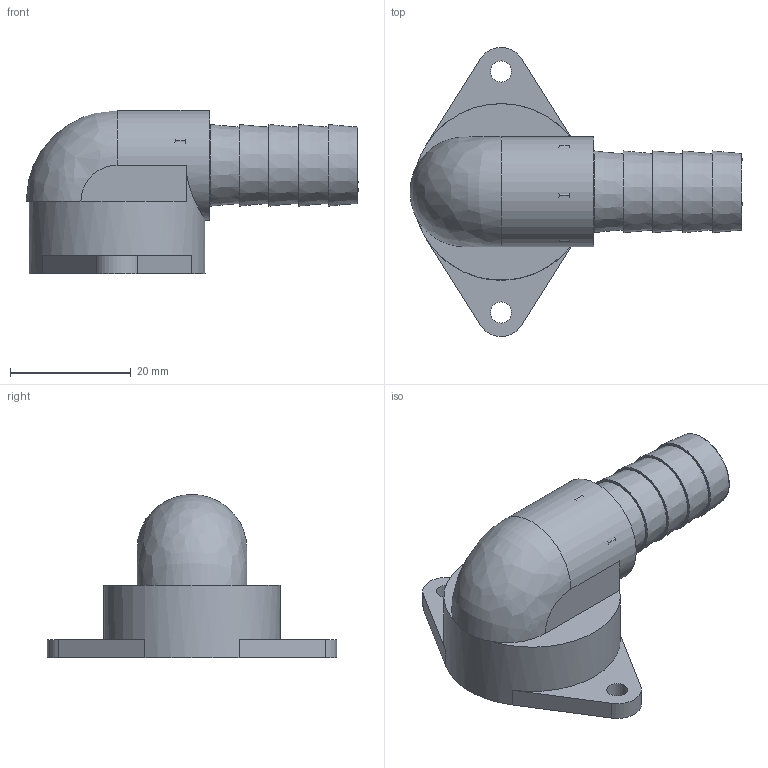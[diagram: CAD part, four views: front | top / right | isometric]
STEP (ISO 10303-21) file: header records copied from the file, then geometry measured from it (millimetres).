
FILE_DESCRIPTION(/* description */ (''),/* implementation_level */ '2;1');
FILE_NAME(/* name */ 'Emergency Barb 90.stp',/* time_stamp */ '2020-04-09T00:17:25-04:00',/* author */ ('angusaitken'),/* organization */ (''),/* preprocessor_version */ 'ST-DEVELOPER v18',/* originating_system */ 'Autodesk Inventor 2020',/* authorisation */ '');
FILE_SCHEMA (('AUTOMOTIVE_DESIGN { 1 0 10303 214 3 1 1 }'));
Length unit declared in the file: millimetre
Products named in the file (3): Emergency barb assembly; Emergency Barb; 5346K220_BRASS BARBED HOSE FITTING
Assembly tree (2 placements, depth 2):
  Emergency barb assembly
    Emergency Barb
    5346K220_BRASS BARBED HOSE FITTING
Bounding box: 55.09 x 48 x 27.15 mm (x, y, z)
Volume: 12572.5 mm3; surface area: 9378.8 mm2
Topology: 3 solids, 3 shells, 85 faces, 222 edges, 150 vertices
Faces by surface type: plane 36, cone 24, cylinder 14, bspline 7, torus 4
Full cylindrical faces by diameter (mm): 3.5 x2, 8.712 x2, 10 x1, 15 x1, 15.875 x1, 18.207 x1, 22 x1, 29.3 x1
Entity records: 8610 total; most frequent: CARTESIAN_POINT 6441, ORIENTED_EDGE 444, DIRECTION 420, EDGE_CURVE 222, AXIS2_PLACEMENT_3D 172, VERTEX_POINT 150, EDGE_LOOP 102, CIRCLE 89
